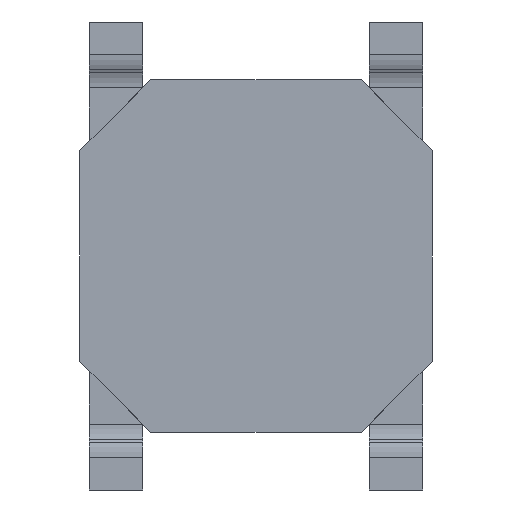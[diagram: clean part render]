
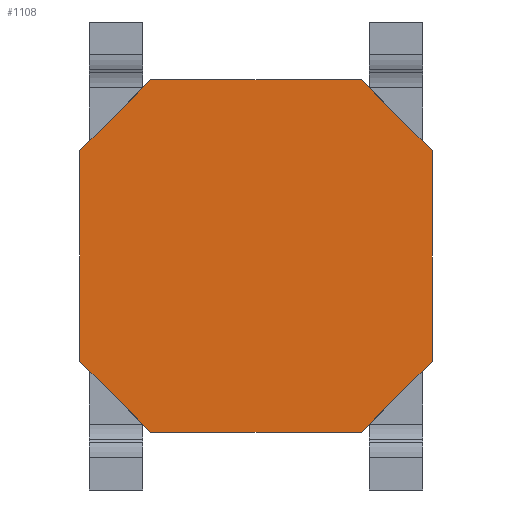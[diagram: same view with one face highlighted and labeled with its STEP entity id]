
A CAD part, front view. The second image highlights one B-rep face of the part: STEP entity #1108.
In plain terms, the highlighted planar face has unit normal (0, -1, 0).
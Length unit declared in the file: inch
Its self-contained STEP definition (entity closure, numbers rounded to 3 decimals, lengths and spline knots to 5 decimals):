
#8 = VERTEX_POINT ( 'NONE', #1064 ) ;
#100 = VECTOR ( 'NONE', #762, 39.37008 ) ;
#123 = VERTEX_POINT ( 'NONE', #1296 ) ;
#153 = FACE_OUTER_BOUND ( 'NONE', #1559, .T. ) ;
#161 = VERTEX_POINT ( 'NONE', #2171 ) ;
#189 = VECTOR ( 'NONE', #920, 39.37008 ) ;
#200 = EDGE_CURVE ( 'NONE', #583, #1576, #812, .T. ) ;
#231 = ORIENTED_EDGE ( 'NONE', *, *, #391, .F. ) ;
#246 = VECTOR ( 'NONE', #301, 39.37008 ) ;
#296 = VERTEX_POINT ( 'NONE', #1190 ) ;
#300 = VECTOR ( 'NONE', #1230, 39.37008 ) ;
#301 = DIRECTION ( 'NONE',  ( -0.707, 0., 0.707 ) ) ;
#335 = DIRECTION ( 'NONE',  ( 0., -1., 0. ) ) ;
#391 = EDGE_CURVE ( 'NONE', #1576, #296, #2132, .T. ) ;
#413 = DIRECTION ( 'NONE',  ( 0., 0., 1. ) ) ;
#467 = CARTESIAN_POINT ( 'NONE',  ( -0.12265, 0., -0.07765 ) ) ;
#468 = ORIENTED_EDGE ( 'NONE', *, *, #488, .F. ) ;
#488 = EDGE_CURVE ( 'NONE', #1137, #1850, #1307, .T. ) ;
#502 = VECTOR ( 'NONE', #413, 39.37008 ) ;
#514 = ORIENTED_EDGE ( 'NONE', *, *, #2028, .F. ) ;
#583 = VERTEX_POINT ( 'NONE', #1672 ) ;
#594 = AXIS2_PLACEMENT_3D ( 'NONE', #1182, #335, #1700 ) ;
#611 = DIRECTION ( 'NONE',  ( 0.707, 0., -0.707 ) ) ;
#621 = CARTESIAN_POINT ( 'NONE',  ( 0.08208, 0., 0.04478 ) ) ;
#622 = LINE ( 'NONE', #1247, #502 ) ;
#625 = LINE ( 'NONE', #2127, #1333 ) ;
#648 = ORIENTED_EDGE ( 'NONE', *, *, #1375, .F. ) ;
#762 = DIRECTION ( 'NONE',  ( -0.707, 0., -0.707 ) ) ;
#812 = LINE ( 'NONE', #1798, #848 ) ;
#848 = VECTOR ( 'NONE', #1320, 39.37008 ) ;
#920 = DIRECTION ( 'NONE',  ( 1., 0., 0. ) ) ;
#960 = ORIENTED_EDGE ( 'NONE', *, *, #200, .F. ) ;
#973 = ORIENTED_EDGE ( 'NONE', *, *, #977, .F. ) ;
#977 = EDGE_CURVE ( 'NONE', #8, #161, #625, .T. ) ;
#1064 = CARTESIAN_POINT ( 'NONE',  ( 0.04093, 0., -0.1188 ) ) ;
#1108 = ADVANCED_FACE ( 'NONE', ( #153 ), #1329, .T. ) ;
#1131 = LINE ( 'NONE', #621, #1471 ) ;
#1135 = DIRECTION ( 'NONE',  ( -1., 0., 0. ) ) ;
#1137 = VERTEX_POINT ( 'NONE', #1501 ) ;
#1141 = ORIENTED_EDGE ( 'NONE', *, *, #2055, .F. ) ;
#1182 = CARTESIAN_POINT ( 'NONE',  ( 0., 0., 0. ) ) ;
#1190 = CARTESIAN_POINT ( 'NONE',  ( 0.04093, 0., 0.08593 ) ) ;
#1230 = DIRECTION ( 'NONE',  ( 0., 0., -1. ) ) ;
#1247 = CARTESIAN_POINT ( 'NONE',  ( -0.12265, 0., 0.04478 ) ) ;
#1282 = LINE ( 'NONE', #467, #246 ) ;
#1296 = CARTESIAN_POINT ( 'NONE',  ( -0.12265, 0., -0.07765 ) ) ;
#1307 = LINE ( 'NONE', #1652, #300 ) ;
#1320 = DIRECTION ( 'NONE',  ( 0.707, 0., 0.707 ) ) ;
#1329 = PLANE ( 'NONE',  #594 ) ;
#1333 = VECTOR ( 'NONE', #1135, 39.37008 ) ;
#1375 = EDGE_CURVE ( 'NONE', #161, #123, #1282, .T. ) ;
#1461 = EDGE_CURVE ( 'NONE', #123, #583, #622, .T. ) ;
#1471 = VECTOR ( 'NONE', #611, 39.37008 ) ;
#1501 = CARTESIAN_POINT ( 'NONE',  ( 0.08208, 0., 0.04478 ) ) ;
#1537 = CARTESIAN_POINT ( 'NONE',  ( 0.08208, 0., -0.07765 ) ) ;
#1550 = CARTESIAN_POINT ( 'NONE',  ( -0.0815, 0., 0.08593 ) ) ;
#1559 = EDGE_LOOP ( 'NONE', ( #1868, #648, #973, #514, #468, #1141, #231, #960 ) ) ;
#1576 = VERTEX_POINT ( 'NONE', #1550 ) ;
#1652 = CARTESIAN_POINT ( 'NONE',  ( 0.08208, 0., -0.07765 ) ) ;
#1672 = CARTESIAN_POINT ( 'NONE',  ( -0.12265, 0., 0.04478 ) ) ;
#1700 = DIRECTION ( 'NONE',  ( 0., 0., -1. ) ) ;
#1769 = CARTESIAN_POINT ( 'NONE',  ( 0.04093, 0., -0.1188 ) ) ;
#1798 = CARTESIAN_POINT ( 'NONE',  ( -0.0815, 0., 0.08593 ) ) ;
#1850 = VERTEX_POINT ( 'NONE', #1537 ) ;
#1868 = ORIENTED_EDGE ( 'NONE', *, *, #1461, .F. ) ;
#1970 = LINE ( 'NONE', #1769, #100 ) ;
#2028 = EDGE_CURVE ( 'NONE', #1850, #8, #1970, .T. ) ;
#2055 = EDGE_CURVE ( 'NONE', #296, #1137, #1131, .T. ) ;
#2078 = CARTESIAN_POINT ( 'NONE',  ( 0.04093, 0., 0.08593 ) ) ;
#2127 = CARTESIAN_POINT ( 'NONE',  ( -0.0815, 0., -0.1188 ) ) ;
#2132 = LINE ( 'NONE', #2078, #189 ) ;
#2171 = CARTESIAN_POINT ( 'NONE',  ( -0.0815, 0., -0.1188 ) ) ;
